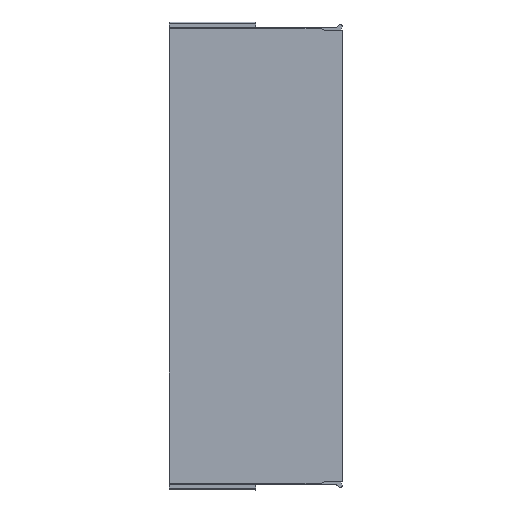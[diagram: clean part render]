
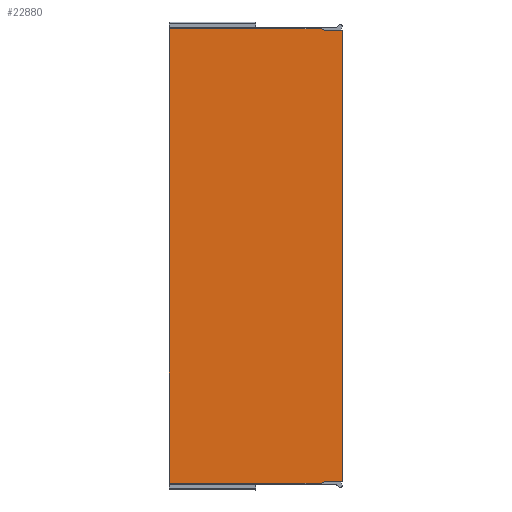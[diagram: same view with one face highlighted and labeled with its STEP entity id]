
A CAD part, top view. The second image highlights one B-rep face of the part: STEP entity #22880.
In plain terms, the highlighted planar face has unit normal (0, 0, 1).
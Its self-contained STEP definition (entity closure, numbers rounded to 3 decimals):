
#1903=DIRECTION('',(0.,1.,0.));
#1904=VECTOR('',#1903,76.2);
#1905=CARTESIAN_POINT('',(14.625,1.4,7.145));
#1906=LINE('',#1905,#1904);
#6664=CARTESIAN_POINT('',(-14.625,77.848,7.143));
#6672=CARTESIAN_POINT('',(-14.625,1.152,7.143));
#7402=DIRECTION('',(-0.907,0.421,-0.004));
#7403=VECTOR('',#7402,0.594);
#7404=CARTESIAN_POINT('',(11.525,77.6,7.145));
#7405=LINE('',#7404,#7403);
#7406=DIRECTION('',(-1.,0.,0.));
#7407=VECTOR('',#7406,3.1);
#7408=CARTESIAN_POINT('',(14.625,77.6,7.145));
#7409=LINE('',#7408,#7407);
#7410=DIRECTION('',(-1.,0.,0.));
#7411=VECTOR('',#7410,3.1);
#7412=CARTESIAN_POINT('',(14.625,1.4,7.145));
#7413=LINE('',#7412,#7411);
#7414=DIRECTION('',(-0.907,-0.421,-0.004));
#7415=VECTOR('',#7414,0.594);
#7416=CARTESIAN_POINT('',(11.525,1.4,7.145));
#7417=LINE('',#7416,#7415);
#7418=DIRECTION('',(1.,0.,0.));
#7419=VECTOR('',#7418,25.611);
#7420=CARTESIAN_POINT('',(-14.625,1.152,7.143));
#7421=LINE('',#7420,#7419);
#7422=DIRECTION('',(0.,1.,0.));
#7423=VECTOR('',#7422,76.696);
#7424=CARTESIAN_POINT('',(-14.625,1.152,7.143));
#7425=LINE('',#7424,#7423);
#7426=DIRECTION('',(-1.,0.,0.));
#7427=VECTOR('',#7426,25.611);
#7428=CARTESIAN_POINT('',(10.986,77.85,7.143));
#7429=LINE('',#7428,#7427);
#10295=CARTESIAN_POINT('',(14.625,1.4,7.145));
#10296=CARTESIAN_POINT('',(11.525,1.4,7.145));
#10297=VERTEX_POINT('',#10295);
#10298=VERTEX_POINT('',#10296);
#10333=VERTEX_POINT('',#6672);
#10342=CARTESIAN_POINT('',(10.986,1.15,7.143));
#10343=VERTEX_POINT('',#10342);
#10797=VERTEX_POINT('',#6664);
#10945=CARTESIAN_POINT('',(11.525,77.6,7.145));
#10947=VERTEX_POINT('',#10945);
#11007=CARTESIAN_POINT('',(10.986,77.85,7.143));
#11008=VERTEX_POINT('',#11007);
#11009=CARTESIAN_POINT('',(14.625,77.6,7.145));
#11010=VERTEX_POINT('',#11009);
#22862=CARTESIAN_POINT('',(-14.625,0.,7.145));
#22863=DIRECTION('',(0.,0.,1.));
#22864=DIRECTION('',(1.,0.,0.));
#22865=AXIS2_PLACEMENT_3D('',#22862,#22863,#22864);
#22866=PLANE('',#22865);
#22867=ORIENTED_EDGE('',*,*,#21796,.F.);
#22868=ORIENTED_EDGE('',*,*,#22857,.F.);
#22869=ORIENTED_EDGE('',*,*,#13300,.F.);
#22871=ORIENTED_EDGE('',*,*,#22870,.T.);
#22873=ORIENTED_EDGE('',*,*,#22872,.T.);
#22875=ORIENTED_EDGE('',*,*,#22874,.F.);
#22876=ORIENTED_EDGE('',*,*,#21745,.T.);
#22877=ORIENTED_EDGE('',*,*,#21779,.F.);
#22878=EDGE_LOOP('',(#22867,#22868,#22869,#22871,#22873,#22875,#22876,#22877));
#22879=FACE_OUTER_BOUND('',#22878,.F.);
#22880=ADVANCED_FACE('',(#22879),#22866,.T.);
#13300=EDGE_CURVE('',#10297,#11010,#1906,.T.);
#21745=EDGE_CURVE('',#10333,#10797,#7425,.T.);
#21779=EDGE_CURVE('',#11008,#10797,#7429,.T.);
#21796=EDGE_CURVE('',#10947,#11008,#7405,.T.);
#22857=EDGE_CURVE('',#11010,#10947,#7409,.T.);
#22870=EDGE_CURVE('',#10297,#10298,#7413,.T.);
#22872=EDGE_CURVE('',#10298,#10343,#7417,.T.);
#22874=EDGE_CURVE('',#10333,#10343,#7421,.T.);
